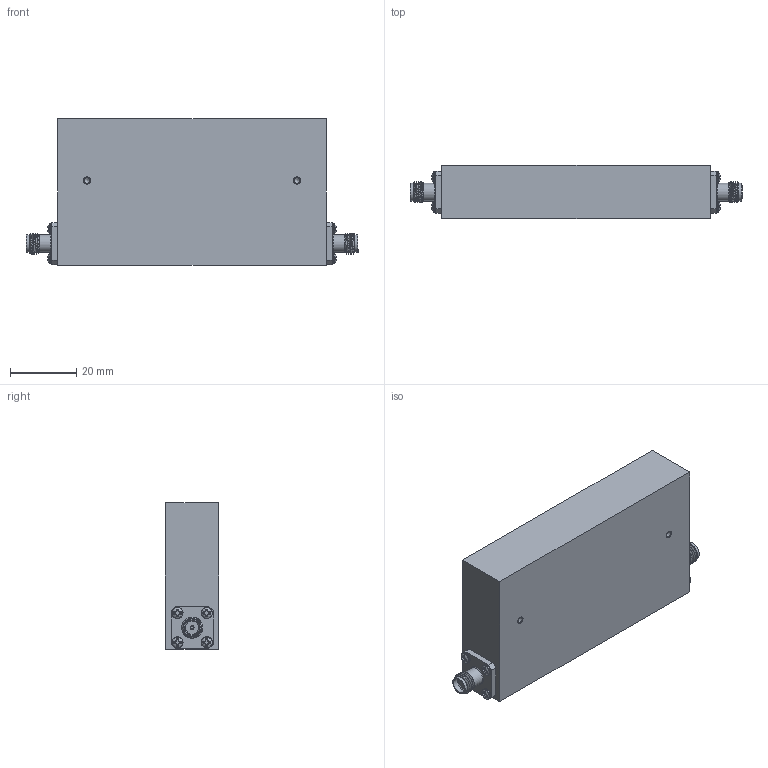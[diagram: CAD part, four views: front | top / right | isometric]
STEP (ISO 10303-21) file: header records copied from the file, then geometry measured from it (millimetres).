
FILE_DESCRIPTION (( 'STEP AP203' ), '1' );
FILE_NAME ('SFI0210_3D.step', '2022-08-03T16:04:23', ( '' ), ( '' ), 'SwSTEP 2.0', 'SolidWorks 2021', '' );
FILE_SCHEMA (( 'CONFIG_CONTROL_DESIGN' ));
Length unit declared in the file: inch
Products named in the file (1): SFI0210_3D
Bounding box: 100.43 x 16.08 x 44.45 mm (x, y, z)
Volume: 58714.3 mm3; surface area: 12391.1 mm2
Topology: 1 solids, 11 shells, 944 faces, 2484 edges, 1649 vertices
Faces by surface type: plane 501, cylinder 205, bspline 164, cone 48, torus 18, sphere 8
Full cylindrical faces by diameter (mm): 0.85 x1, 0.94 x2, 1.016 x2, 1.194 x2, 1.27 x2, 1.778 x4, 1.854 x10, 2.184 x4, 3.393 x8, 4.521 x2, 5.08 x2, 5.334 x4
Entity records: 48979 total; most frequent: CARTESIAN_POINT 27859, ORIENTED_EDGE 4748, DIRECTION 3584, EDGE_CURVE 2374, VERTEX_POINT 1620, LINE 1302, VECTOR 1302, AXIS2_PLACEMENT_3D 1141
